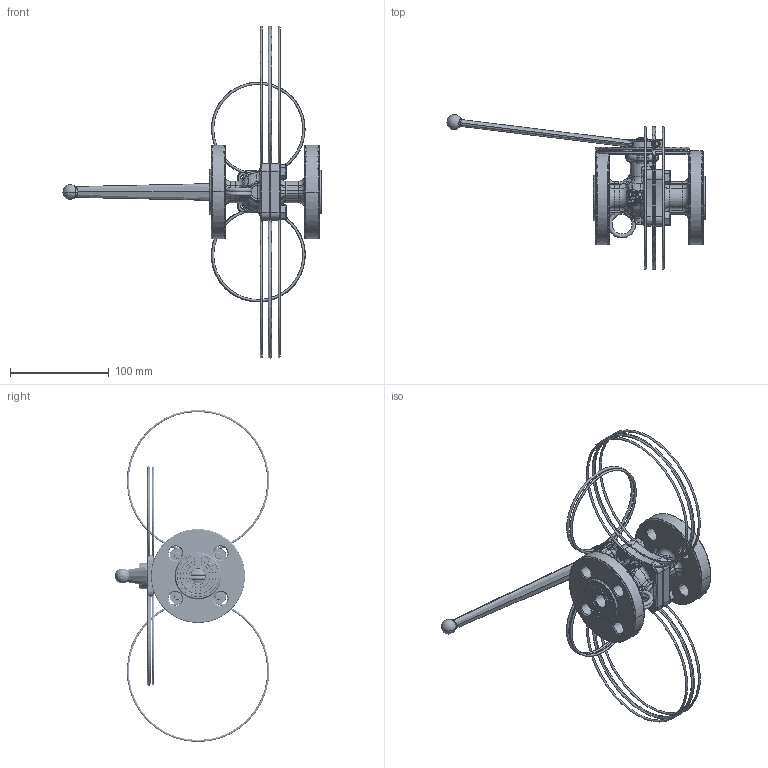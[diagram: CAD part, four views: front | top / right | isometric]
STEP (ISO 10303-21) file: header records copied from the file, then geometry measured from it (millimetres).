
FILE_DESCRIPTION((''),'2;1');
FILE_NAME('2019D-DN015-A01-01_ASM','2014-06-27T',('Administrator'),(''),'PRO/ENGINEER BY PARAMETRIC TECHNOLOGY CORPORATION, 2011080','PRO/ENGINEER BY PARAMETRIC TECHNOLOGY CORPORATION, 2011080','');
FILE_SCHEMA(('CONFIG_CONTROL_DESIGN'));
Products named in the file (15): 2019D015-001; 2019D015-019; 2019D015-003; 2019D015-002; 2019D015-004; 2019D015-BASHOU-01; 029-G028; 2019D015-012; 026-G001; 028-G007; 026-G003; 026-G012; 2019D015-022; 2019D015-018; 2019D-DN015-A01-01_ASM
Assembly tree (21 placements, depth 2):
  2019D-DN015-A01-01_ASM
    2019D015-001
    2019D015-019  x2
    2019D015-003
    2019D015-002
    2019D015-004
    2019D015-BASHOU-01
    029-G028
    2019D015-012
    026-G001
    028-G007  x4
    026-G003  x4
    026-G012
    2019D015-022
    2019D015-018
Bounding box: 261 x 156.07 x 335.72 mm (x, y, z)
Surface area: 219699 mm2 (no closed solid volume)
Topology: 0 solids, 0 shells, 2150 faces, 11128 edges, 10990 vertices
Faces by surface type: bspline 1900, torus 226, sphere 24
Entity records: 204516 total; most frequent: CARTESIAN_POINT 128522, DIRECTION 10874, DEFINITIONAL_REPRESENTATION 9118, PCURVE 9118, COMPOSITE_CURVE_SEGMENT 9118, TRIMMED_CURVE 9041, VECTOR 7776, LINE 7776
